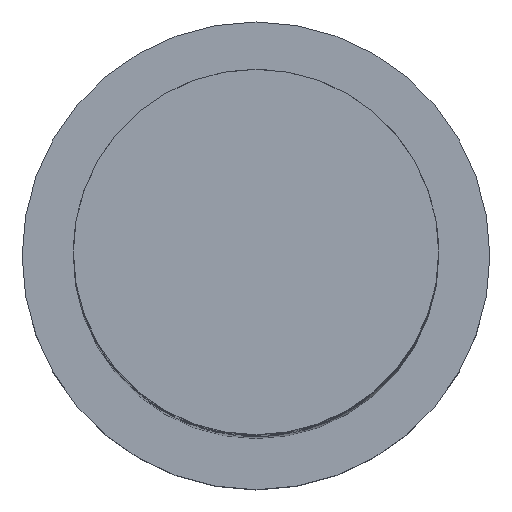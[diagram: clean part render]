
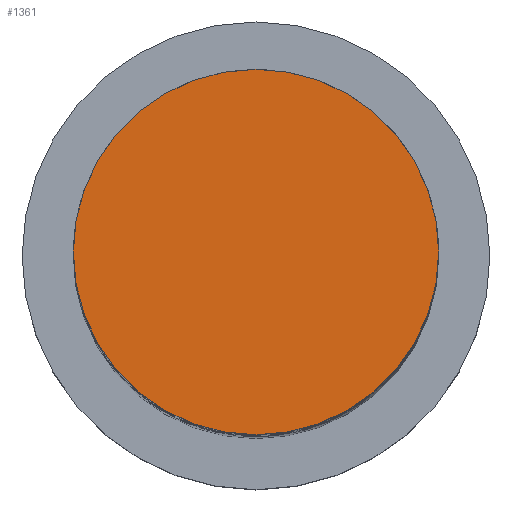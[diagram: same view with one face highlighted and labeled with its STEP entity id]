
A CAD part, top view. The second image highlights one B-rep face of the part: STEP entity #1361.
In plain terms, the highlighted planar face has unit normal (0, 0, 1).
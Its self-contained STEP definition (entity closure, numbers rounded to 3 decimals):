
#313 = CARTESIAN_POINT ( 'NONE',  ( -12.5, 0., 160. ) ) ;
#322 = EDGE_CURVE ( 'NONE', #1205, #1507, #1596, .T. ) ;
#434 = DIRECTION ( 'NONE',  ( 0., 0., 1. ) ) ;
#514 = CARTESIAN_POINT ( 'NONE',  ( 0., 0., 160. ) ) ;
#565 = DIRECTION ( 'NONE',  ( 1., 0., 0. ) ) ;
#600 = ORIENTED_EDGE ( 'NONE', *, *, #1441, .T. ) ;
#851 = CARTESIAN_POINT ( 'NONE',  ( 12.5, 0., 160. ) ) ;
#920 = DIRECTION ( 'NONE',  ( 0., 0., 1. ) ) ;
#972 = AXIS2_PLACEMENT_3D ( 'NONE', #514, #1433, #1033 ) ;
#1033 = DIRECTION ( 'NONE',  ( 1., 0., 0. ) ) ;
#1055 = DIRECTION ( 'NONE',  ( 1., 0., 0. ) ) ;
#1184 = CARTESIAN_POINT ( 'NONE',  ( 0., 0., 160. ) ) ;
#1205 = VERTEX_POINT ( 'NONE', #851 ) ;
#1272 = EDGE_LOOP ( 'NONE', ( #600, #1356 ) ) ;
#1295 = FACE_OUTER_BOUND ( 'NONE', #1272, .T. ) ;
#1322 = PLANE ( 'NONE',  #1331 ) ;
#1328 = CARTESIAN_POINT ( 'NONE',  ( 0., 0., 160. ) ) ;
#1331 = AXIS2_PLACEMENT_3D ( 'NONE', #1328, #434, #565 ) ;
#1356 = ORIENTED_EDGE ( 'NONE', *, *, #322, .T. ) ;
#1361 = ADVANCED_FACE ( 'NONE', ( #1295 ), #1322, .T. ) ;
#1411 = CIRCLE ( 'NONE', #1439, 12.5 ) ;
#1433 = DIRECTION ( 'NONE',  ( 0., 0., 1. ) ) ;
#1439 = AXIS2_PLACEMENT_3D ( 'NONE', #1184, #920, #1055 ) ;
#1441 = EDGE_CURVE ( 'NONE', #1507, #1205, #1411, .T. ) ;
#1507 = VERTEX_POINT ( 'NONE', #313 ) ;
#1596 = CIRCLE ( 'NONE', #972, 12.5 ) ;
